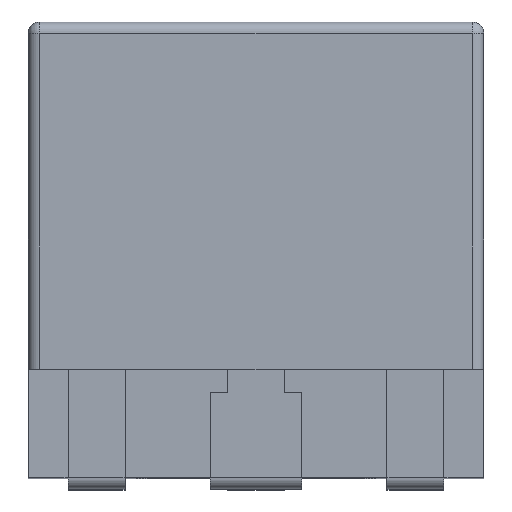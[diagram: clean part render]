
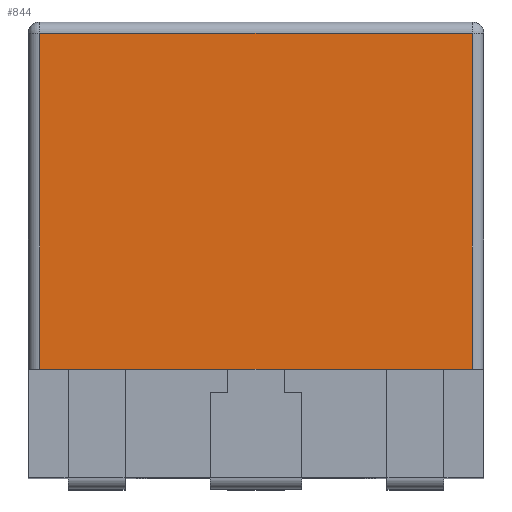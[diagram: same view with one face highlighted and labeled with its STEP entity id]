
A CAD part, top view. The second image highlights one B-rep face of the part: STEP entity #844.
In plain terms, the highlighted planar face has unit normal (0, 0, 1).
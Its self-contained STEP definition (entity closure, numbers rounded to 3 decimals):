
#804 = LINE ( 'NONE', #6656, #2387 ) ;
#844 = ADVANCED_FACE ( 'NONE', ( #1801 ), #6323, .T. ) ;
#1220 = CARTESIAN_POINT ( 'NONE',  ( -1.9, 0.95, 2.75 ) ) ;
#1706 = CARTESIAN_POINT ( 'NONE',  ( 1.9, 4., 2.75 ) ) ;
#1753 = DIRECTION ( 'NONE',  ( 0., -1., 0. ) ) ;
#1801 = FACE_OUTER_BOUND ( 'NONE', #5946, .T. ) ;
#2205 = CARTESIAN_POINT ( 'NONE',  ( -1.9, 3.9, 2.75 ) ) ;
#2321 = DIRECTION ( 'NONE',  ( 1., 0., 0. ) ) ;
#2387 = VECTOR ( 'NONE', #5160, 1000. ) ;
#2680 = EDGE_CURVE ( 'NONE', #3173, #6094, #5844, .T. ) ;
#2950 = DIRECTION ( 'NONE',  ( 1., 0., 0. ) ) ;
#3134 = CARTESIAN_POINT ( 'NONE',  ( 1.9, 0.95, 2.75 ) ) ;
#3173 = VERTEX_POINT ( 'NONE', #2205 ) ;
#3284 = EDGE_CURVE ( 'NONE', #5602, #6356, #3580, .T. ) ;
#3332 = CARTESIAN_POINT ( 'NONE',  ( 1.9, 3.9, 2.75 ) ) ;
#3580 = LINE ( 'NONE', #1706, #5793 ) ;
#3911 = LINE ( 'NONE', #6955, #4469 ) ;
#3998 = ORIENTED_EDGE ( 'NONE', *, *, #4223, .T. ) ;
#4069 = DIRECTION ( 'NONE',  ( 0., 0., 1. ) ) ;
#4103 = AXIS2_PLACEMENT_3D ( 'NONE', #5850, #4069, #2950 ) ;
#4223 = EDGE_CURVE ( 'NONE', #6356, #3173, #804, .T. ) ;
#4469 = VECTOR ( 'NONE', #2321, 1000. ) ;
#5082 = ORIENTED_EDGE ( 'NONE', *, *, #6377, .T. ) ;
#5160 = DIRECTION ( 'NONE',  ( -1., 0., 0. ) ) ;
#5240 = DIRECTION ( 'NONE',  ( 0., 1., 0. ) ) ;
#5602 = VERTEX_POINT ( 'NONE', #3134 ) ;
#5793 = VECTOR ( 'NONE', #5240, 1000. ) ;
#5844 = LINE ( 'NONE', #1220, #7107 ) ;
#5850 = CARTESIAN_POINT ( 'NONE',  ( 0., 0., 2.75 ) ) ;
#5946 = EDGE_LOOP ( 'NONE', ( #3998, #6412, #5082, #6090 ) ) ;
#6090 = ORIENTED_EDGE ( 'NONE', *, *, #3284, .T. ) ;
#6094 = VERTEX_POINT ( 'NONE', #6614 ) ;
#6323 = PLANE ( 'NONE',  #4103 ) ;
#6356 = VERTEX_POINT ( 'NONE', #3332 ) ;
#6377 = EDGE_CURVE ( 'NONE', #6094, #5602, #3911, .T. ) ;
#6412 = ORIENTED_EDGE ( 'NONE', *, *, #2680, .T. ) ;
#6614 = CARTESIAN_POINT ( 'NONE',  ( -1.9, 0.95, 2.75 ) ) ;
#6656 = CARTESIAN_POINT ( 'NONE',  ( -2., 3.9, 2.75 ) ) ;
#6955 = CARTESIAN_POINT ( 'NONE',  ( -2., 0.95, 2.75 ) ) ;
#7107 = VECTOR ( 'NONE', #1753, 1000. ) ;
